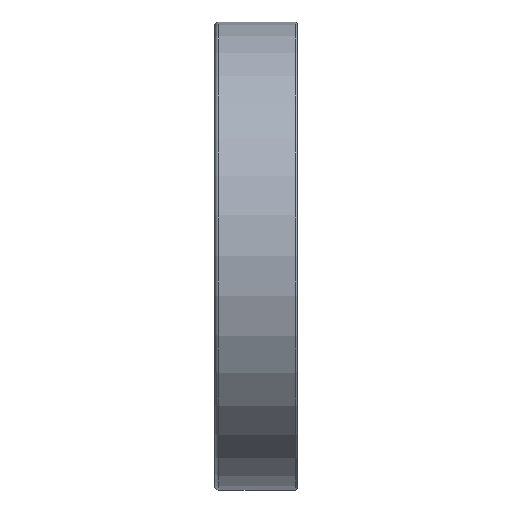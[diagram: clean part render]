
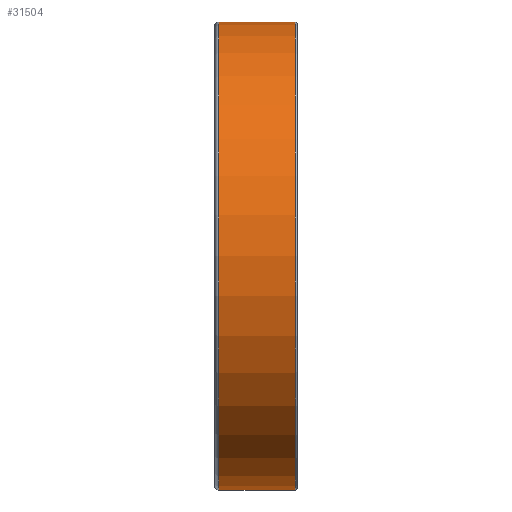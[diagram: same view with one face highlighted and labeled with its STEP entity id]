
A CAD part, top view. The second image highlights one B-rep face of the part: STEP entity #31504.
In plain terms, the highlighted cylindrical face has radius 34 mm (diameter 68 mm), a partial arc.
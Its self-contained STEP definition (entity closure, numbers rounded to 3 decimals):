
#19949=DIRECTION('',(-1.,0.,0.));
#19950=VECTOR('',#19949,11.1);
#19951=CARTESIAN_POINT('',(5.7,34.,0.));
#19952=LINE('',#19951,#19950);
#19956=DIRECTION('',(-1.,0.,0.));
#19957=VECTOR('',#19956,11.1);
#19958=CARTESIAN_POINT('',(5.7,-34.,0.));
#19959=LINE('',#19958,#19957);
#19971=CARTESIAN_POINT('',(5.7,0.,0.));
#19972=DIRECTION('',(1.,0.,0.));
#19973=DIRECTION('',(0.,1.,0.));
#19974=AXIS2_PLACEMENT_3D('',#19971,#19972,#19973);
#19979=CARTESIAN_POINT('',(-5.4,0.,0.));
#19980=DIRECTION('',(1.,0.,0.));
#19981=DIRECTION('',(0.,1.,0.));
#19982=AXIS2_PLACEMENT_3D('',#19979,#19980,#19981);
#28042=CARTESIAN_POINT('',(5.7,34.,0.));
#28043=CARTESIAN_POINT('',(-5.4,34.,0.));
#28044=VERTEX_POINT('',#28042);
#28045=VERTEX_POINT('',#28043);
#28054=CARTESIAN_POINT('',(5.7,-34.,0.));
#28055=CARTESIAN_POINT('',(-5.4,-34.,0.));
#28056=VERTEX_POINT('',#28054);
#28057=VERTEX_POINT('',#28055);
#31492=CARTESIAN_POINT('',(-6.6,0.,0.));
#31493=DIRECTION('',(1.,0.,0.));
#31494=DIRECTION('',(0.,-1.,0.));
#31495=AXIS2_PLACEMENT_3D('',#31492,#31493,#31494);
#31496=CYLINDRICAL_SURFACE('',#31495,34.);
#31497=ORIENTED_EDGE('',*,*,#31482,.F.);
#31498=ORIENTED_EDGE('',*,*,#31459,.T.);
#31499=ORIENTED_EDGE('',*,*,#31486,.T.);
#31501=ORIENTED_EDGE('',*,*,#31500,.F.);
#31502=EDGE_LOOP('',(#31497,#31498,#31499,#31501));
#31503=FACE_OUTER_BOUND('',#31502,.F.);
#19975=CIRCLE('',#19974,34.);
#19983=CIRCLE('',#19982,34.);
#31459=EDGE_CURVE('',#28044,#28056,#19975,.T.);
#31482=EDGE_CURVE('',#28044,#28045,#19952,.T.);
#31486=EDGE_CURVE('',#28056,#28057,#19959,.T.);
#31500=EDGE_CURVE('',#28045,#28057,#19983,.T.);
#31504=ADVANCED_FACE('',(#31503),#31496,.T.);
